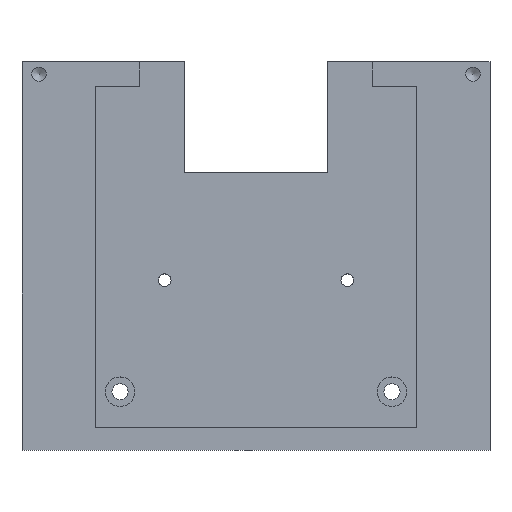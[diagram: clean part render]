
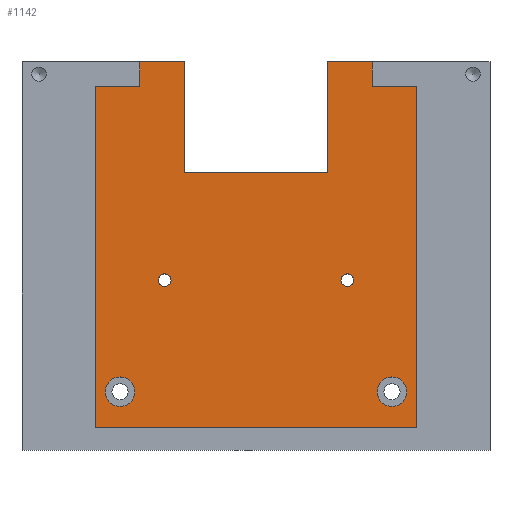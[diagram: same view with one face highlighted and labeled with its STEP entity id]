
A CAD part, top view. The second image highlights one B-rep face of the part: STEP entity #1142.
In plain terms, the highlighted planar face has unit normal (0, 0, 1).
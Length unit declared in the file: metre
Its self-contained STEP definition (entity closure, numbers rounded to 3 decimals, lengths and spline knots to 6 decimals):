
#72=LINE('',#1698,#197);
#73=LINE('',#1708,#198);
#74=LINE('',#1711,#199);
#75=LINE('',#1713,#200);
#76=LINE('',#1714,#201);
#77=LINE('',#1716,#202);
#78=LINE('',#1718,#203);
#79=LINE('',#1720,#204);
#80=LINE('',#1722,#205);
#81=LINE('',#1724,#206);
#82=LINE('',#1726,#207);
#83=LINE('',#1728,#208);
#84=LINE('',#1730,#209);
#85=LINE('',#1732,#210);
#197=VECTOR('',#1379,1.);
#198=VECTOR('',#1390,1.);
#199=VECTOR('',#1391,1.);
#200=VECTOR('',#1392,1.);
#201=VECTOR('',#1393,1.);
#202=VECTOR('',#1394,1.);
#203=VECTOR('',#1395,1.);
#204=VECTOR('',#1396,1.);
#205=VECTOR('',#1397,1.);
#206=VECTOR('',#1398,1.);
#207=VECTOR('',#1399,1.);
#208=VECTOR('',#1400,1.);
#209=VECTOR('',#1401,1.);
#210=VECTOR('',#1402,1.);
#343=ORIENTED_EDGE('',*,*,#629,.F.);
#344=ORIENTED_EDGE('',*,*,#630,.T.);
#345=ORIENTED_EDGE('',*,*,#631,.T.);
#346=ORIENTED_EDGE('',*,*,#632,.T.);
#347=ORIENTED_EDGE('',*,*,#633,.F.);
#348=ORIENTED_EDGE('',*,*,#634,.T.);
#349=ORIENTED_EDGE('',*,*,#635,.T.);
#350=ORIENTED_EDGE('',*,*,#628,.T.);
#351=ORIENTED_EDGE('',*,*,#636,.F.);
#352=ORIENTED_EDGE('',*,*,#637,.F.);
#353=ORIENTED_EDGE('',*,*,#638,.F.);
#354=ORIENTED_EDGE('',*,*,#639,.F.);
#355=ORIENTED_EDGE('',*,*,#640,.T.);
#356=ORIENTED_EDGE('',*,*,#641,.T.);
#357=ORIENTED_EDGE('',*,*,#642,.T.);
#358=ORIENTED_EDGE('',*,*,#643,.F.);
#359=ORIENTED_EDGE('',*,*,#644,.T.);
#360=ORIENTED_EDGE('',*,*,#645,.T.);
#628=EDGE_CURVE('',#768,#776,#72,.T.);
#629=EDGE_CURVE('',#777,#777,#867,.T.);
#630=EDGE_CURVE('',#778,#778,#868,.T.);
#631=EDGE_CURVE('',#779,#779,#869,.T.);
#632=EDGE_CURVE('',#780,#780,#870,.T.);
#633=EDGE_CURVE('',#781,#782,#73,.T.);
#634=EDGE_CURVE('',#781,#783,#74,.T.);
#635=EDGE_CURVE('',#783,#768,#75,.T.);
#636=EDGE_CURVE('',#784,#776,#76,.T.);
#637=EDGE_CURVE('',#785,#784,#77,.T.);
#638=EDGE_CURVE('',#786,#785,#78,.T.);
#639=EDGE_CURVE('',#787,#786,#79,.T.);
#640=EDGE_CURVE('',#787,#788,#80,.T.);
#641=EDGE_CURVE('',#788,#789,#81,.T.);
#642=EDGE_CURVE('',#789,#790,#82,.T.);
#643=EDGE_CURVE('',#791,#790,#83,.T.);
#644=EDGE_CURVE('',#791,#792,#84,.T.);
#645=EDGE_CURVE('',#792,#782,#85,.T.);
#768=VERTEX_POINT('',#1681);
#776=VERTEX_POINT('',#1697);
#777=VERTEX_POINT('',#1701);
#778=VERTEX_POINT('',#1703);
#779=VERTEX_POINT('',#1705);
#780=VERTEX_POINT('',#1707);
#781=VERTEX_POINT('',#1709);
#782=VERTEX_POINT('',#1710);
#783=VERTEX_POINT('',#1712);
#784=VERTEX_POINT('',#1715);
#785=VERTEX_POINT('',#1717);
#786=VERTEX_POINT('',#1719);
#787=VERTEX_POINT('',#1721);
#788=VERTEX_POINT('',#1723);
#789=VERTEX_POINT('',#1725);
#790=VERTEX_POINT('',#1727);
#791=VERTEX_POINT('',#1729);
#792=VERTEX_POINT('',#1731);
#867=CIRCLE('',#1248,0.00175);
#868=CIRCLE('',#1249,0.00175);
#869=CIRCLE('',#1250,0.004125);
#870=CIRCLE('',#1251,0.004125);
#904=EDGE_LOOP('',(#343));
#905=EDGE_LOOP('',(#344));
#906=EDGE_LOOP('',(#345));
#907=EDGE_LOOP('',(#346));
#908=EDGE_LOOP('',(#347,#348,#349,#350,#351,#352,#353,#354,#355,#356,#357,
#358,#359,#360));
#1002=FACE_BOUND('',#904,.T.);
#1003=FACE_BOUND('',#905,.T.);
#1004=FACE_BOUND('',#906,.T.);
#1005=FACE_BOUND('',#907,.T.);
#1006=FACE_BOUND('',#908,.T.);
#1091=PLANE('',#1247);
#1142=ADVANCED_FACE('',(#1002,#1003,#1004,#1005,#1006),#1091,.F.);
#1247=AXIS2_PLACEMENT_3D('',#1699,#1380,#1381);
#1248=AXIS2_PLACEMENT_3D('',#1700,#1382,#1383);
#1249=AXIS2_PLACEMENT_3D('',#1702,#1384,#1385);
#1250=AXIS2_PLACEMENT_3D('',#1704,#1386,#1387);
#1251=AXIS2_PLACEMENT_3D('',#1706,#1388,#1389);
#1379=DIRECTION('',(-1.,0.,0.));
#1380=DIRECTION('',(0.,0.,-1.));
#1381=DIRECTION('',(-1.,0.,0.));
#1382=DIRECTION('',(0.,0.,1.));
#1383=DIRECTION('',(1.,0.,0.));
#1384=DIRECTION('',(0.,0.,-1.));
#1385=DIRECTION('',(1.,0.,0.));
#1386=DIRECTION('',(0.,0.,-1.));
#1387=DIRECTION('',(-1.,0.,0.));
#1388=DIRECTION('',(0.,0.,-1.));
#1389=DIRECTION('',(-1.,0.,0.));
#1390=DIRECTION('',(0.,1.,0.));
#1391=DIRECTION('',(-1.,0.,0.));
#1392=DIRECTION('',(0.,1.,0.));
#1393=DIRECTION('',(0.,1.,0.));
#1394=DIRECTION('',(1.,0.,0.));
#1395=DIRECTION('',(0.,1.,0.));
#1396=DIRECTION('',(0.,1.,0.));
#1397=DIRECTION('',(1.,0.,0.));
#1398=DIRECTION('',(0.,1.,0.));
#1399=DIRECTION('',(0.,1.,0.));
#1400=DIRECTION('',(1.,0.,0.));
#1401=DIRECTION('',(0.,1.,0.));
#1402=DIRECTION('',(-1.,0.,0.));
#1681=CARTESIAN_POINT('',(-0.02,0.,0.00762));
#1697=CARTESIAN_POINT('',(-0.0325,0.,0.00762));
#1698=CARTESIAN_POINT('',(0.01625,0.,0.00762));
#1699=CARTESIAN_POINT('',(0.01625,-0.006985,0.00762));
#1700=CARTESIAN_POINT('',(-0.0255,-0.061035,0.00762));
#1701=CARTESIAN_POINT('',(-0.02375,-0.061035,0.00762));
#1702=CARTESIAN_POINT('',(0.0255,-0.061035,0.00762));
#1703=CARTESIAN_POINT('',(0.02725,-0.061035,0.00762));
#1704=CARTESIAN_POINT('',(0.038,-0.092235,0.00762));
#1705=CARTESIAN_POINT('',(0.033875,-0.092235,0.00762));
#1706=CARTESIAN_POINT('',(-0.038,-0.092235,0.00762));
#1707=CARTESIAN_POINT('',(-0.042125,-0.092235,0.00762));
#1708=CARTESIAN_POINT('',(0.02,-0.015518,0.00762));
#1709=CARTESIAN_POINT('',(0.02,-0.031035,0.00762));
#1710=CARTESIAN_POINT('',(0.02,0.,0.00762));
#1711=CARTESIAN_POINT('',(0.,-0.031035,0.00762));
#1712=CARTESIAN_POINT('',(-0.02,-0.031035,0.00762));
#1713=CARTESIAN_POINT('',(-0.02,-0.015518,0.00762));
#1714=CARTESIAN_POINT('',(-0.0325,-0.006985,0.00762));
#1715=CARTESIAN_POINT('',(-0.0325,-0.006985,0.00762));
#1716=CARTESIAN_POINT('',(0.,-0.006985,0.00762));
#1717=CARTESIAN_POINT('',(-0.045,-0.006985,0.00762));
#1718=CARTESIAN_POINT('',(-0.045,-0.089535,0.00762));
#1719=CARTESIAN_POINT('',(-0.045,-0.015067,0.00762));
#1720=CARTESIAN_POINT('',(-0.045,-0.089535,0.00762));
#1721=CARTESIAN_POINT('',(-0.045,-0.102235,0.00762));
#1722=CARTESIAN_POINT('',(0.,-0.102235,0.00762));
#1723=CARTESIAN_POINT('',(0.045,-0.102235,0.00762));
#1724=CARTESIAN_POINT('',(0.045,-0.089535,0.00762));
#1725=CARTESIAN_POINT('',(0.045,-0.015067,0.00762));
#1726=CARTESIAN_POINT('',(0.045,-0.089535,0.00762));
#1727=CARTESIAN_POINT('',(0.045,-0.006985,0.00762));
#1728=CARTESIAN_POINT('',(0.,-0.006985,0.00762));
#1729=CARTESIAN_POINT('',(0.0325,-0.006985,0.00762));
#1730=CARTESIAN_POINT('',(0.0325,-0.006985,0.00762));
#1731=CARTESIAN_POINT('',(0.0325,0.,0.00762));
#1732=CARTESIAN_POINT('',(0.01625,0.,0.00762));
